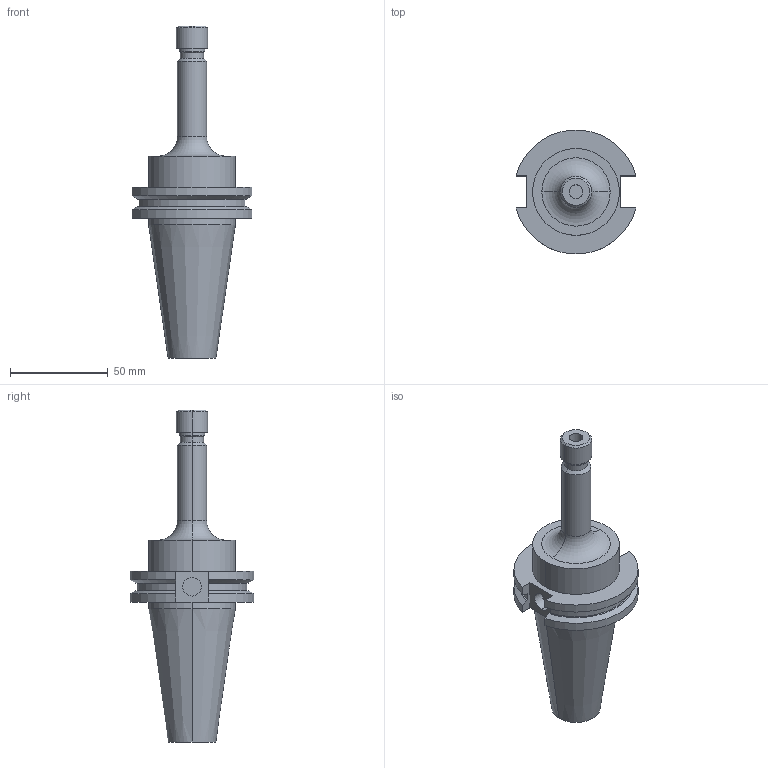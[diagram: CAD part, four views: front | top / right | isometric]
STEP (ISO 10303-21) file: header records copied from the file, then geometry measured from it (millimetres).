
FILE_DESCRIPTION (( 'STEP AP203' ), '1' );
FILE_NAME ('STP-22354.STEP', '2018-09-11T06:18:28', ( 'user' ), ( '' ), 'SwSTEP 2.0', 'SolidWorks 2015', '' );
FILE_SCHEMA (( 'CONFIG_CONTROL_DESIGN' ));
Length unit declared in the file: millimetre
Products named in the file (1): STP-22354
Bounding box: 61.35 x 63.26 x 169.85 mm (x, y, z)
Volume: 143025.6 mm3; surface area: 24568.9 mm2
Topology: 1 solids, 1 shells, 64 faces, 146 edges, 91 vertices
Faces by surface type: cylinder 28, plane 20, cone 14, torus 2
Entity records: 1881 total; most frequent: DIRECTION 334, CARTESIAN_POINT 324, ORIENTED_EDGE 288, EDGE_CURVE 144, AXIS2_PLACEMENT_3D 133, VERTEX_POINT 91, EDGE_LOOP 73, LINE 68
